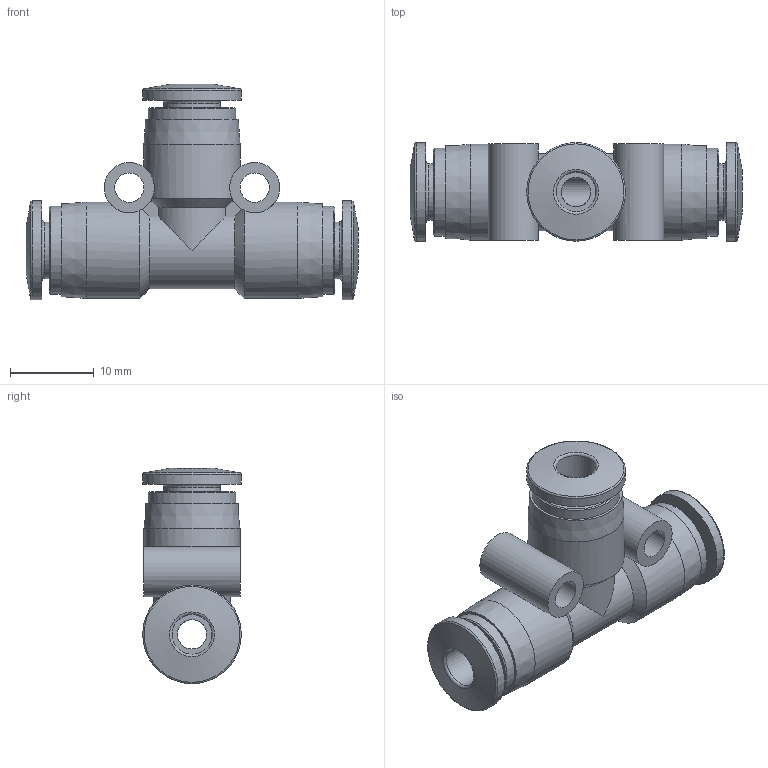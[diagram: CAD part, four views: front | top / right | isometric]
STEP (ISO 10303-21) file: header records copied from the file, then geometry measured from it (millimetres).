
FILE_DESCRIPTION(/* description */ ('STEP AP214'),/* implementation_level */ '2;1');
FILE_NAME(/* name */ '564767_QBT-3_16T-U',/* time_stamp */ '2024-09-14T04:26:43+02:00',/* author */ ('License CC BY-ND 4.0'),/* organization */ ('CADENAS'),/* preprocessor_version */ 'ST-DEVELOPER v19.3',/* originating_system */ 'PARTsolutions',/* authorisation */ ' ');
FILE_SCHEMA (('AUTOMOTIVE_DESIGN {1 0 10303 214 3 1 1}'));
Length unit declared in the file: millimetre
Products named in the file (1): 564767 QBT-3/16T-U
Bounding box: 39.7 x 11.8 x 25.75 mm (x, y, z)
Volume: 4365.8 mm3; surface area: 3789.7 mm2
Topology: 1 solids, 1 shells, 66 faces, 142 edges, 89 vertices
Faces by surface type: cylinder 24, plane 20, cone 13, torus 9
Full cylindrical faces by diameter (mm): 3.5 x4, 4.762 x3, 6 x2, 6.762 x3, 10.5 x3, 11.5 x3, 11.8 x3
Entity records: 2122 total; most frequent: CARTESIAN_POINT 340, DIRECTION 284, ORIENTED_EDGE 198, AXIS2_PLACEMENT_3D 138, EDGE_LOOP 124, FACE_BOUND 124, EDGE_CURVE 99, VERTEX_POINT 85
